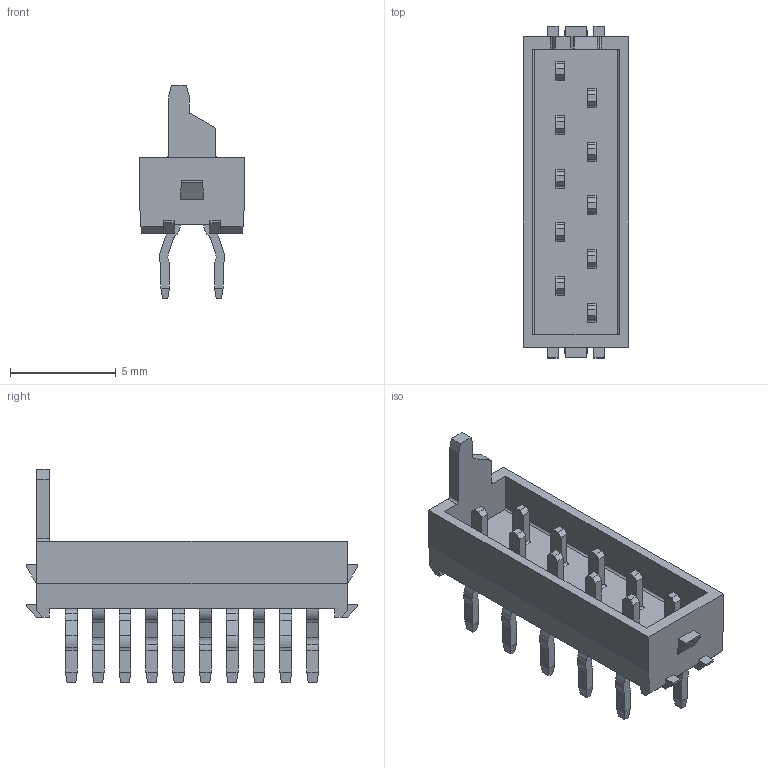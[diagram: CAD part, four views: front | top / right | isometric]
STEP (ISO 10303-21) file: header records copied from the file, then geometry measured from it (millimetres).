
FILE_DESCRIPTION(/* description */ ('Unknown'),/* implementation_level */ '2;1');
FILE_NAME(/* name */ 'J_Wurth_WR-MM_690357101072',/* time_stamp */ '2025-05-06T15:14:51+08:00',/* author */ ('Unknown'),/* organization */ ('Unknown'),/* preprocessor_version */ 'ST-DEVELOPER v19.4',/* originating_system */ 'Solid Edge',/* authorisation */ 'Unknown');
FILE_SCHEMA (('AUTOMOTIVE_DESIGN {1 0 10303 214 3 1 1}'));
Length unit declared in the file: millimetre
Products named in the file (2): J_Wurth_WR-MM_690357101072
Assembly tree (1 placements, depth 2):
  J_Wurth_WR-MM_690357101072
    J_Wurth_WR-MM_690357101072
Bounding box: 5 x 15.73 x 10.1 mm (x, y, z)
Volume: 147.4 mm3; surface area: 474.1 mm2
Topology: 1 solids, 21 shells, 528 faces, 1292 edges, 848 vertices
Faces by surface type: plane 382, cylinder 146
Entity records: 19127 total; most frequent: CARTESIAN_POINT 2670, DIRECTION 2644, ORIENTED_EDGE 2584, EDGE_CURVE 1292, LINE 1000, VECTOR 1000, VERTEX_POINT 848, AXIS2_PLACEMENT_3D 822
